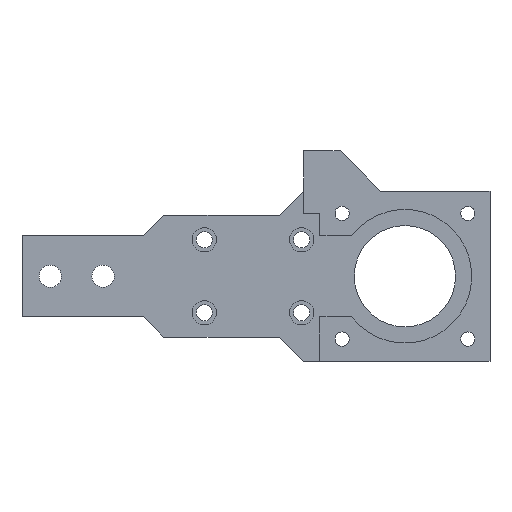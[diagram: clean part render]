
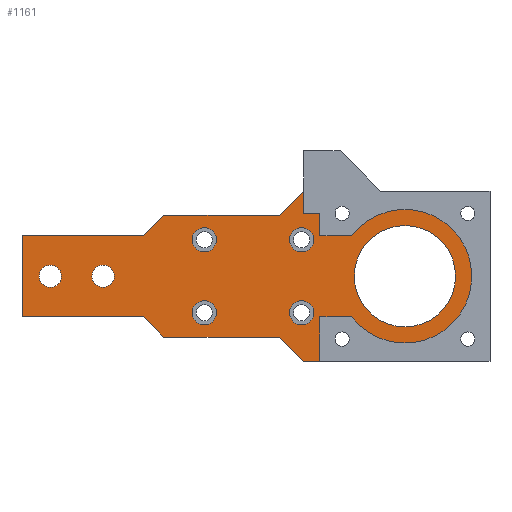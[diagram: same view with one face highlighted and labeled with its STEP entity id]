
A CAD part, front view. The second image highlights one B-rep face of the part: STEP entity #1161.
In plain terms, the highlighted planar face has unit normal (0, -1, 0).
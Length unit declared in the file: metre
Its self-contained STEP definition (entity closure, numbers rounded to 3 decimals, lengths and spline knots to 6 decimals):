
#13=CIRCLE('',#1233,0.00275);
#15=CIRCLE('',#1236,0.00275);
#24=CIRCLE('',#1250,0.0165);
#25=CIRCLE('',#1251,0.003);
#26=CIRCLE('',#1252,0.003);
#27=CIRCLE('',#1253,0.0125);
#28=CIRCLE('',#1254,0.003);
#29=CIRCLE('',#1255,0.003);
#80=ORIENTED_EDGE('',*,*,#391,.T.);
#81=ORIENTED_EDGE('',*,*,#392,.T.);
#82=ORIENTED_EDGE('',*,*,#373,.F.);
#83=ORIENTED_EDGE('',*,*,#377,.F.);
#84=ORIENTED_EDGE('',*,*,#393,.F.);
#85=ORIENTED_EDGE('',*,*,#394,.T.);
#86=ORIENTED_EDGE('',*,*,#395,.T.);
#87=ORIENTED_EDGE('',*,*,#396,.T.);
#88=ORIENTED_EDGE('',*,*,#397,.F.);
#89=ORIENTED_EDGE('',*,*,#398,.F.);
#90=ORIENTED_EDGE('',*,*,#399,.T.);
#91=ORIENTED_EDGE('',*,*,#400,.T.);
#92=ORIENTED_EDGE('',*,*,#401,.F.);
#93=ORIENTED_EDGE('',*,*,#402,.T.);
#94=ORIENTED_EDGE('',*,*,#403,.F.);
#95=ORIENTED_EDGE('',*,*,#404,.T.);
#96=ORIENTED_EDGE('',*,*,#405,.T.);
#97=ORIENTED_EDGE('',*,*,#380,.T.);
#98=ORIENTED_EDGE('',*,*,#382,.T.);
#99=ORIENTED_EDGE('',*,*,#406,.T.);
#100=ORIENTED_EDGE('',*,*,#407,.T.);
#101=ORIENTED_EDGE('',*,*,#408,.F.);
#102=ORIENTED_EDGE('',*,*,#409,.T.);
#103=ORIENTED_EDGE('',*,*,#410,.T.);
#373=EDGE_CURVE('',#528,#530,#643,.T.);
#377=EDGE_CURVE('',#532,#528,#647,.T.);
#380=EDGE_CURVE('',#535,#535,#13,.F.);
#382=EDGE_CURVE('',#537,#537,#15,.F.);
#391=EDGE_CURVE('',#546,#547,#649,.T.);
#392=EDGE_CURVE('',#547,#530,#650,.T.);
#393=EDGE_CURVE('',#548,#532,#651,.T.);
#394=EDGE_CURVE('',#548,#549,#652,.F.);
#395=EDGE_CURVE('',#549,#550,#653,.T.);
#396=EDGE_CURVE('',#550,#551,#654,.T.);
#397=EDGE_CURVE('',#552,#551,#655,.T.);
#398=EDGE_CURVE('',#553,#552,#656,.T.);
#399=EDGE_CURVE('',#553,#554,#657,.T.);
#400=EDGE_CURVE('',#554,#555,#24,.T.);
#401=EDGE_CURVE('',#556,#555,#658,.T.);
#402=EDGE_CURVE('',#556,#557,#659,.T.);
#403=EDGE_CURVE('',#558,#557,#660,.T.);
#404=EDGE_CURVE('',#558,#559,#661,.T.);
#405=EDGE_CURVE('',#559,#546,#662,.T.);
#406=EDGE_CURVE('',#560,#560,#25,.T.);
#407=EDGE_CURVE('',#561,#561,#26,.T.);
#408=EDGE_CURVE('',#562,#562,#27,.T.);
#409=EDGE_CURVE('',#563,#563,#28,.T.);
#410=EDGE_CURVE('',#564,#564,#29,.T.);
#528=VERTEX_POINT('',#1643);
#530=VERTEX_POINT('',#1646);
#532=VERTEX_POINT('',#1652);
#535=VERTEX_POINT('',#1660);
#537=VERTEX_POINT('',#1665);
#546=VERTEX_POINT('',#1688);
#547=VERTEX_POINT('',#1689);
#548=VERTEX_POINT('',#1692);
#549=VERTEX_POINT('',#1694);
#550=VERTEX_POINT('',#1696);
#551=VERTEX_POINT('',#1698);
#552=VERTEX_POINT('',#1700);
#553=VERTEX_POINT('',#1702);
#554=VERTEX_POINT('',#1704);
#555=VERTEX_POINT('',#1706);
#556=VERTEX_POINT('',#1708);
#557=VERTEX_POINT('',#1710);
#558=VERTEX_POINT('',#1712);
#559=VERTEX_POINT('',#1714);
#560=VERTEX_POINT('',#1717);
#561=VERTEX_POINT('',#1719);
#562=VERTEX_POINT('',#1721);
#563=VERTEX_POINT('',#1723);
#564=VERTEX_POINT('',#1725);
#643=LINE('',#1645,#767);
#647=LINE('',#1654,#771);
#649=LINE('',#1687,#773);
#650=LINE('',#1690,#774);
#651=LINE('',#1691,#775);
#652=LINE('',#1693,#776);
#653=LINE('',#1695,#777);
#654=LINE('',#1697,#778);
#655=LINE('',#1699,#779);
#656=LINE('',#1701,#780);
#657=LINE('',#1703,#781);
#658=LINE('',#1707,#782);
#659=LINE('',#1709,#783);
#660=LINE('',#1711,#784);
#661=LINE('',#1713,#785);
#662=LINE('',#1715,#786);
#767=VECTOR('',#1329,1.);
#771=VECTOR('',#1335,1.);
#773=VECTOR('',#1375,1.);
#774=VECTOR('',#1376,1.);
#775=VECTOR('',#1377,1.);
#776=VECTOR('',#1378,1.);
#777=VECTOR('',#1379,1.);
#778=VECTOR('',#1380,1.);
#779=VECTOR('',#1381,1.);
#780=VECTOR('',#1382,1.);
#781=VECTOR('',#1383,1.);
#782=VECTOR('',#1386,1.);
#783=VECTOR('',#1387,1.);
#784=VECTOR('',#1388,1.);
#785=VECTOR('',#1389,1.);
#786=VECTOR('',#1390,1.);
#904=EDGE_LOOP('',(#80,#81,#82,#83,#84,#85,#86,#87,#88,#89,#90,#91,#92,
#93,#94,#95,#96));
#905=EDGE_LOOP('',(#97));
#906=EDGE_LOOP('',(#98));
#907=EDGE_LOOP('',(#99));
#908=EDGE_LOOP('',(#100));
#909=EDGE_LOOP('',(#101));
#910=EDGE_LOOP('',(#102));
#911=EDGE_LOOP('',(#103));
#1012=FACE_BOUND('',#904,.T.);
#1013=FACE_BOUND('',#905,.T.);
#1014=FACE_BOUND('',#906,.T.);
#1015=FACE_BOUND('',#907,.T.);
#1016=FACE_BOUND('',#908,.T.);
#1017=FACE_BOUND('',#909,.T.);
#1018=FACE_BOUND('',#910,.T.);
#1019=FACE_BOUND('',#911,.T.);
#1108=PLANE('',#1249);
#1161=ADVANCED_FACE('',(#1012,#1013,#1014,#1015,#1016,#1017,#1018,#1019),
#1108,.T.);
#1233=AXIS2_PLACEMENT_3D('',#1659,#1341,#1342);
#1236=AXIS2_PLACEMENT_3D('',#1664,#1347,#1348);
#1249=AXIS2_PLACEMENT_3D('',#1686,#1373,#1374);
#1250=AXIS2_PLACEMENT_3D('',#1705,#1384,#1385);
#1251=AXIS2_PLACEMENT_3D('',#1716,#1391,#1392);
#1252=AXIS2_PLACEMENT_3D('',#1718,#1393,#1394);
#1253=AXIS2_PLACEMENT_3D('',#1720,#1395,#1396);
#1254=AXIS2_PLACEMENT_3D('',#1722,#1397,#1398);
#1255=AXIS2_PLACEMENT_3D('',#1724,#1399,#1400);
#1329=DIRECTION('',(1.,0.,0.));
#1335=DIRECTION('',(0.,0.,1.));
#1341=DIRECTION('',(0.,-1.,0.));
#1342=DIRECTION('',(1.,0.,0.));
#1347=DIRECTION('',(0.,-1.,0.));
#1348=DIRECTION('',(1.,0.,0.));
#1373=DIRECTION('',(0.,-1.,0.));
#1374=DIRECTION('',(-1.,0.,0.));
#1375=DIRECTION('',(-1.,0.,0.));
#1376=DIRECTION('',(-0.707,0.,-0.707));
#1377=DIRECTION('',(-1.,0.,0.));
#1378=DIRECTION('',(-0.707,0.,0.707));
#1379=DIRECTION('',(1.,0.,0.));
#1380=DIRECTION('',(0.707,0.,-0.707));
#1381=DIRECTION('',(-1.,0.,0.));
#1382=DIRECTION('',(0.,0.,-1.));
#1383=DIRECTION('',(1.,0.,0.));
#1384=DIRECTION('',(0.,-1.,0.));
#1385=DIRECTION('',(1.,0.,0.));
#1386=DIRECTION('',(1.,0.,0.));
#1387=DIRECTION('',(0.,0.,1.));
#1388=DIRECTION('',(1.,0.,0.));
#1389=DIRECTION('',(0.,0.,1.));
#1390=DIRECTION('',(-0.707,0.,-0.707));
#1391=DIRECTION('',(0.,1.,0.));
#1392=DIRECTION('',(1.,0.,0.));
#1393=DIRECTION('',(0.,1.,0.));
#1394=DIRECTION('',(1.,0.,0.));
#1395=DIRECTION('',(0.,-1.,0.));
#1396=DIRECTION('',(1.,0.,0.));
#1397=DIRECTION('',(0.,1.,0.));
#1398=DIRECTION('',(1.,0.,0.));
#1399=DIRECTION('',(0.,1.,0.));
#1400=DIRECTION('',(1.,0.,0.));
#1643=CARTESIAN_POINT('',(0.057,-0.018,0.01));
#1645=CARTESIAN_POINT('',(0.057,-0.018,0.01));
#1646=CARTESIAN_POINT('',(0.087,-0.018,0.01));
#1652=CARTESIAN_POINT('',(0.057,-0.018,-0.01));
#1654=CARTESIAN_POINT('',(0.057,-0.018,0.));
#1659=CARTESIAN_POINT('',(0.064,-0.018,0.));
#1660=CARTESIAN_POINT('',(0.06675,-0.018,0.));
#1664=CARTESIAN_POINT('',(0.077,-0.018,0.));
#1665=CARTESIAN_POINT('',(0.07975,-0.018,0.));
#1686=CARTESIAN_POINT('',(0.114,-0.018,0.));
#1687=CARTESIAN_POINT('',(0.114,-0.018,0.015));
#1688=CARTESIAN_POINT('',(0.1205,-0.018,0.015));
#1689=CARTESIAN_POINT('',(0.092,-0.018,0.015));
#1690=CARTESIAN_POINT('',(0.087,-0.018,0.01));
#1691=CARTESIAN_POINT('',(0.057,-0.018,-0.01));
#1692=CARTESIAN_POINT('',(0.087,-0.018,-0.01));
#1693=CARTESIAN_POINT('',(0.097,-0.018,-0.02));
#1694=CARTESIAN_POINT('',(0.092,-0.018,-0.015));
#1695=CARTESIAN_POINT('',(0.114,-0.018,-0.015));
#1696=CARTESIAN_POINT('',(0.1205,-0.018,-0.015));
#1697=CARTESIAN_POINT('',(0.1205,-0.018,-0.015));
#1698=CARTESIAN_POINT('',(0.1265,-0.018,-0.021));
#1699=CARTESIAN_POINT('',(0.1515,-0.018,-0.021));
#1700=CARTESIAN_POINT('',(0.1305,-0.018,-0.021));
#1701=CARTESIAN_POINT('',(0.1305,-0.018,-0.0155));
#1702=CARTESIAN_POINT('',(0.1305,-0.018,-0.01));
#1703=CARTESIAN_POINT('',(0.13275,-0.018,-0.01));
#1704=CARTESIAN_POINT('',(0.138376,-0.018,-0.01));
#1705=CARTESIAN_POINT('',(0.1515,-0.018,0.));
#1706=CARTESIAN_POINT('',(0.138376,-0.018,0.01));
#1707=CARTESIAN_POINT('',(0.13275,-0.018,0.01));
#1708=CARTESIAN_POINT('',(0.1305,-0.018,0.01));
#1709=CARTESIAN_POINT('',(0.1305,-0.018,0.));
#1710=CARTESIAN_POINT('',(0.1305,-0.018,0.0155));
#1711=CARTESIAN_POINT('',(0.1265,-0.018,0.0155));
#1712=CARTESIAN_POINT('',(0.1265,-0.018,0.0155));
#1713=CARTESIAN_POINT('',(0.1265,-0.018,0.));
#1714=CARTESIAN_POINT('',(0.1265,-0.018,0.021));
#1715=CARTESIAN_POINT('',(0.1305,-0.018,0.025));
#1716=CARTESIAN_POINT('',(0.126,-0.018,0.009));
#1717=CARTESIAN_POINT('',(0.129,-0.018,0.009));
#1718=CARTESIAN_POINT('',(0.102,-0.018,-0.009));
#1719=CARTESIAN_POINT('',(0.105,-0.018,-0.009));
#1720=CARTESIAN_POINT('',(0.1515,-0.018,0.));
#1721=CARTESIAN_POINT('',(0.164,-0.018,0.));
#1722=CARTESIAN_POINT('',(0.126,-0.018,-0.009));
#1723=CARTESIAN_POINT('',(0.129,-0.018,-0.009));
#1724=CARTESIAN_POINT('',(0.102,-0.018,0.009));
#1725=CARTESIAN_POINT('',(0.105,-0.018,0.009));
